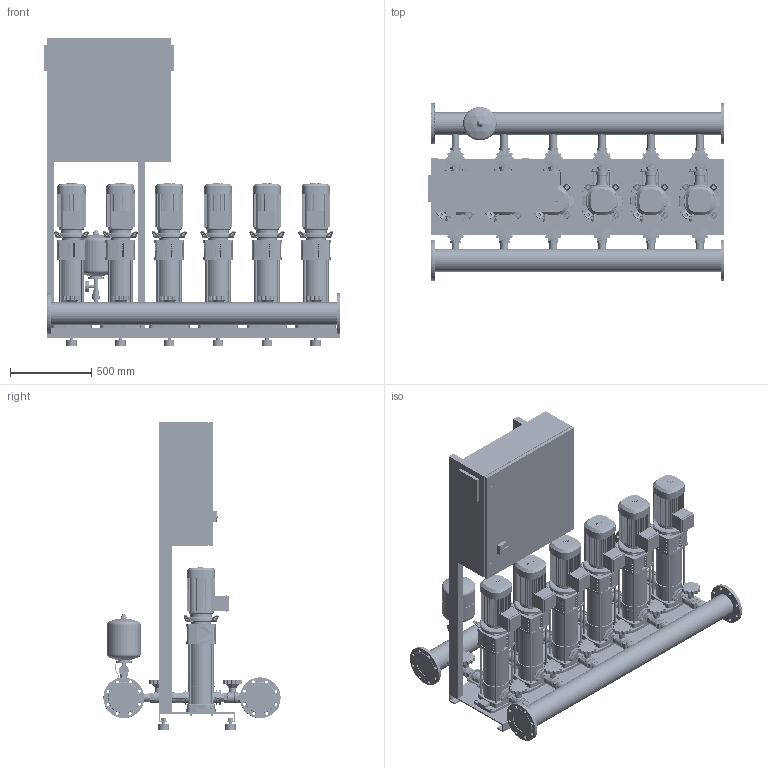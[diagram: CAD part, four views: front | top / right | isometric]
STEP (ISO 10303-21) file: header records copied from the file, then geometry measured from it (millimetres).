
FILE_DESCRIPTION((''),'2;1');
FILE_NAME('3d_COR-6HELIXV1604_K_CC-01-2532298.stp','2016-01-22T12:24:09',(''),(''),'Mechanical Desktop 2009','Mechanical Desktop 2009',', , ');
FILE_SCHEMA(('CONFIG_CONTROL_DESIGN'));
Length unit declared in the file: millimetre
Products named in the file (1): Product
Bounding box: 1820 x 1088 x 1885 mm (x, y, z)
Volume: 372346436.4 mm3; surface area: 18270949.1 mm2
Topology: 294 solids, 294 shells, 8547 faces, 21813 edges, 14226 vertices
Faces by surface type: plane 3167, cylinder 2584, bspline 2130, cone 460, torus 168, sphere 38
Entity records: 280371 total; most frequent: CARTESIAN_POINT 74373, ORIENTED_EDGE 43578, DIRECTION 41195, EDGE_CURVE 21789, AXIS2_PLACEMENT_3D 14298, VERTEX_POINT 14224, VECTOR 12599, LINE 12599
